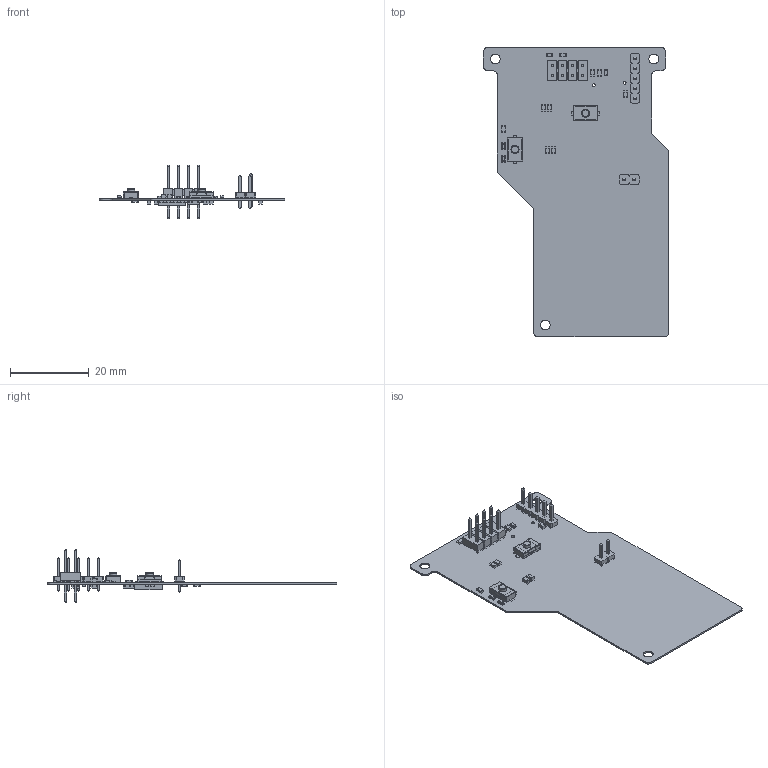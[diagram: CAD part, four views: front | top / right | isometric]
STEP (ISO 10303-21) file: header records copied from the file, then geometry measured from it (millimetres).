
FILE_DESCRIPTION(('Open CASCADE Model'),'2;1');
FILE_NAME('Open CASCADE Shape Model','2021-01-07T21:21:28',('Author'),( 'Open CASCADE'),'Open CASCADE STEP processor 6.8','Open CASCADE 6.8' ,'Unknown');
FILE_SCHEMA(('AUTOMOTIVE_DESIGN { 1 0 10303 214 1 1 1 1 }'));
Length unit declared in the file: millimetre
Products named in the file (84): PCB; Board; Open CASCADE STEP translator 6.8 1.1.1; R17; 5805675024; Extruded; 5805674704; R16; R15; 5805673664; 5805673424; R14; D3; WL-SMCW_0603_LED; housing; cover; base; Polarity_Mark; R11; R7; C.5; 5805671744; 5805671424; C5; C4; C.6; 6249195024; 6249194464; R12; R13; 6249191904; 6249191664; SW1; 4341x10258xx; top_cover; pins; SW2; C.4; C.7; C.3 ...
Assembly tree (168 placements, depth 4):
  PCB
    Board
      Open CASCADE STEP translator 6.8 1.1.1
    R17
      5805675024  x2
        Extruded
      5805674704
        Extruded
    R16
      5805675024  x2
        Extruded
      5805674704
        Extruded
    R15
      5805673664
        Extruded
      5805673424  x2
        Extruded
    R14
      5805673664
        Extruded
      5805673424  x2
        Extruded
    D3
      WL-SMCW_0603_LED
        housing
        cover
        base  x2
        Polarity_Mark
    R11
      5805675024  x2
        Extruded
      5805674704
        Extruded
    R7
      5805675024  x2
        Extruded
      5805674704
        Extruded
    C.5
      5805671744
        Extruded
      5805671424  x2
        Extruded
    C5
      5805671424  x2
        Extruded
      5805671744
        Extruded
    C4
      5805671744
        Extruded
      5805671424  x2
        Extruded
    C.6
      6249195024  x2
        Extruded
      6249194464
        Extruded
    R12
Bounding box: 47.01 x 73.55 x 13.46 mm (x, y, z)
Volume: 1522.1 mm3; surface area: 7320.1 mm2
Topology: 122 solids, 122 shells, 1684 faces, 3931 edges, 2502 vertices
Faces by surface type: plane 1540, cylinder 122, sphere 12, bspline 8, torus 2
Full cylindrical faces by diameter (mm): 0.762 x2, 1.02 x15, 1.9 x2, 2.05 x2, 2.5 x3
Entity records: 31747 total; most frequent: CARTESIAN_POINT 4879, DIRECTION 4541, ORIENTED_EDGE 4512, EDGE_CURVE 2256, LINE 2105, VECTOR 2105, VERTEX_POINT 1418, AXIS2_PLACEMENT_3D 1218
